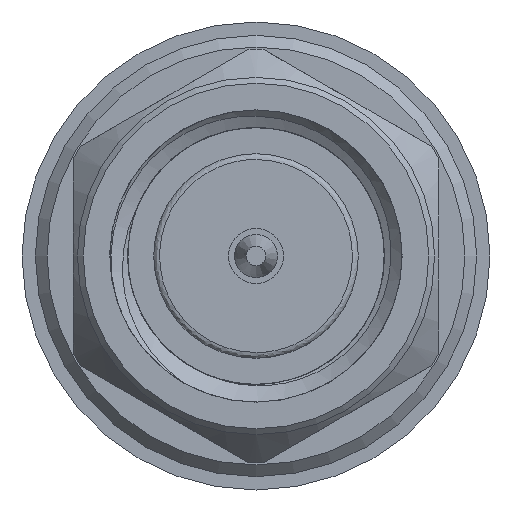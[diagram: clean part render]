
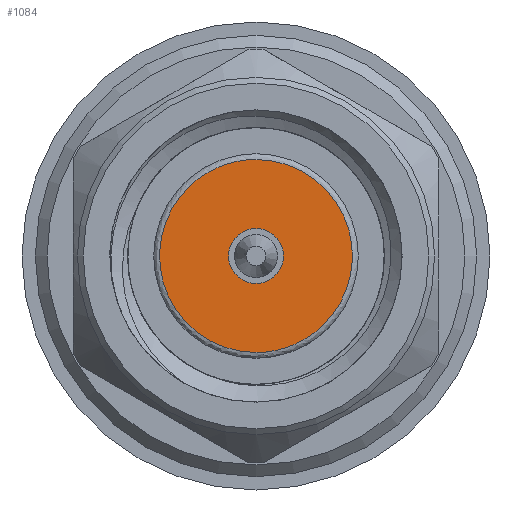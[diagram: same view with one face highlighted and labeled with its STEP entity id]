
A CAD part, left-side view. The second image highlights one B-rep face of the part: STEP entity #1084.
In plain terms, the highlighted planar face has unit normal (-1, 0, 0).
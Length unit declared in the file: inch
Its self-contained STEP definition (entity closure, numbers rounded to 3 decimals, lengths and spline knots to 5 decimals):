
#154 = CARTESIAN_POINT ( 'NONE',  ( -3.22275, 0., 0.0825 ) ) ;
#235 = FACE_OUTER_BOUND ( 'NONE', #5430, .T. ) ;
#794 = AXIS2_PLACEMENT_3D ( 'NONE', #3058, #3606, #1428 ) ;
#1084 = ADVANCED_FACE ( 'NONE', ( #3832, #235 ), #4858, .F. ) ;
#1298 = CARTESIAN_POINT ( 'NONE',  ( -3.22275, 0., 0.0825 ) ) ;
#1364 = ORIENTED_EDGE ( 'NONE', *, *, #6120, .F. ) ;
#1428 = DIRECTION ( 'NONE',  ( 0., 0., -1. ) ) ;
#1558 = CARTESIAN_POINT ( 'NONE',  ( -3.22275, 0., -0.0825 ) ) ;
#1655 = CARTESIAN_POINT ( 'NONE',  ( -3.22275, 0., 0.0825 ) ) ;
#1950 = EDGE_LOOP ( 'NONE', ( #2652 ) ) ;
#2088 = VERTEX_POINT ( 'NONE', #5129 ) ;
#2095 =( BOUNDED_CURVE ( )  B_SPLINE_CURVE ( 3, ( #1655, #3264, #3770, #3836 ),
 .UNSPECIFIED., .F., .F. ) 
 B_SPLINE_CURVE_WITH_KNOTS ( ( 4, 4 ),
 ( 0., 1. ),
 .UNSPECIFIED. ) 
 CURVE ( )  GEOMETRIC_REPRESENTATION_ITEM ( )  RATIONAL_B_SPLINE_CURVE ( ( 1., 0.333, 0.333, 1. ) ) 
 REPRESENTATION_ITEM ( '' )  );
#2350 = VERTEX_POINT ( 'NONE', #7039 ) ;
#2652 = ORIENTED_EDGE ( 'NONE', *, *, #5096, .F. ) ;
#2662 = DIRECTION ( 'NONE',  ( 1., 0., 0. ) ) ;
#3058 = CARTESIAN_POINT ( 'NONE',  ( -3.22275, 0., 0. ) ) ;
#3264 = CARTESIAN_POINT ( 'NONE',  ( -3.22275, -0.165, 0.0825 ) ) ;
#3499 = CARTESIAN_POINT ( 'NONE',  ( -3.22275, 0.165, -0.0825 ) ) ;
#3606 = DIRECTION ( 'NONE',  ( -1., 0., 0. ) ) ;
#3728 =( BOUNDED_CURVE ( )  B_SPLINE_CURVE ( 3, ( #1558, #3499, #4584, #1298 ),
 .UNSPECIFIED., .F., .T. ) 
 B_SPLINE_CURVE_WITH_KNOTS ( ( 4, 4 ),
 ( 0., 1. ),
 .UNSPECIFIED. ) 
 CURVE ( )  GEOMETRIC_REPRESENTATION_ITEM ( )  RATIONAL_B_SPLINE_CURVE ( ( 1., 0.333, 0.333, 1. ) ) 
 REPRESENTATION_ITEM ( '' )  );
#3758 = CARTESIAN_POINT ( 'NONE',  ( -3.22275, 0., 0. ) ) ;
#3770 = CARTESIAN_POINT ( 'NONE',  ( -3.22275, -0.165, -0.0825 ) ) ;
#3832 = FACE_BOUND ( 'NONE', #1950, .T. ) ;
#3836 = CARTESIAN_POINT ( 'NONE',  ( -3.22275, 0., -0.0825 ) ) ;
#4411 = CIRCLE ( 'NONE', #794, 0.0235 ) ;
#4584 = CARTESIAN_POINT ( 'NONE',  ( -3.22275, 0.165, 0.0825 ) ) ;
#4858 = PLANE ( 'NONE',  #5221 ) ;
#5096 = EDGE_CURVE ( 'NONE', #2350, #2350, #4411, .T. ) ;
#5129 = CARTESIAN_POINT ( 'NONE',  ( -3.22275, 0., -0.0825 ) ) ;
#5221 = AXIS2_PLACEMENT_3D ( 'NONE', #3758, #2662, #5866 ) ;
#5430 = EDGE_LOOP ( 'NONE', ( #6476, #1364 ) ) ;
#5627 = EDGE_CURVE ( 'NONE', #2088, #6278, #3728, .T. ) ;
#5866 = DIRECTION ( 'NONE',  ( 0., 0., -1. ) ) ;
#6120 = EDGE_CURVE ( 'NONE', #6278, #2088, #2095, .T. ) ;
#6278 = VERTEX_POINT ( 'NONE', #154 ) ;
#6476 = ORIENTED_EDGE ( 'NONE', *, *, #5627, .F. ) ;
#7039 = CARTESIAN_POINT ( 'NONE',  ( -3.22275, 0., -0.0235 ) ) ;
